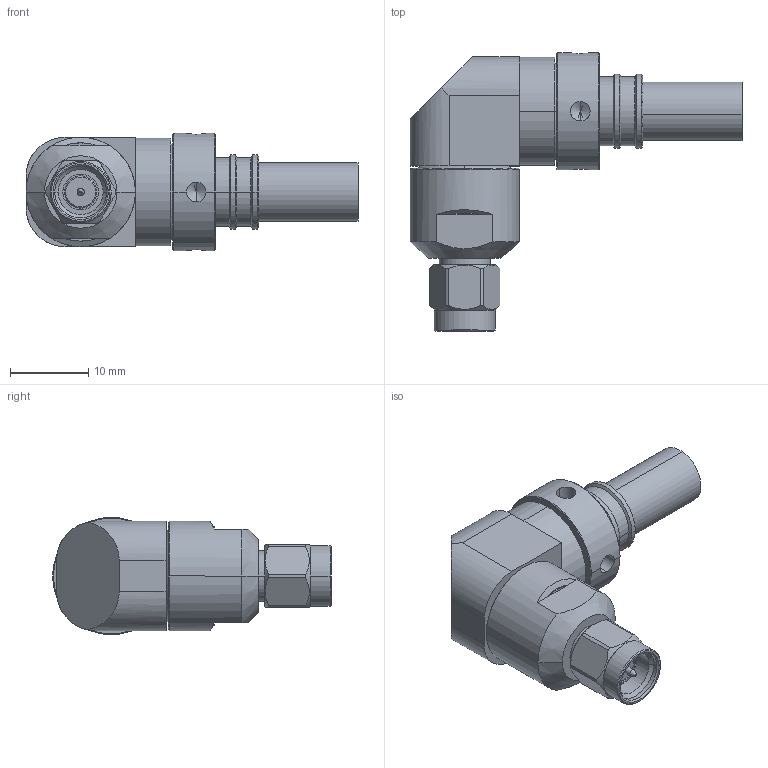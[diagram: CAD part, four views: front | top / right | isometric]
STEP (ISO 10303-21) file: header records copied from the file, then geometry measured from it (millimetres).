
FILE_DESCRIPTION (( 'STEP AP214' ), '1' );
FILE_NAME ('3190-8058(TC-3116-SM-RA-X)_SD.STEP', '2021-03-29T05:25:15', ( '' ), ( '' ), 'SwSTEP 2.0', 'SolidWorks 2018', '' );
FILE_SCHEMA (( 'AUTOMOTIVE_DESIGN' ));
Length unit declared in the file: millimetre
Products named in the file (6): 3192-6104_SD; SD^3192-6104; 3192-6074_SD; 3192-6034_SD; SD^3192-6034; 3190-8058(TC-3116-SM-RA-X)_SD
Assembly tree (5 placements, depth 3):
  3190-8058(TC-3116-SM-RA-X)_SD
    3192-6034_SD
      SD^3192-6034
    3192-6074_SD
    3192-6104_SD
      SD^3192-6104
Bounding box: 42.5 x 35.65 x 15 mm (x, y, z)
Volume: 6496.7 mm3; surface area: 4005.9 mm2
Topology: 4 solids, 5 shells, 154 faces, 348 edges, 210 vertices
Faces by surface type: cylinder 63, cone 46, plane 39, torus 6
Entity records: 4857 total; most frequent: CARTESIAN_POINT 1207, DIRECTION 762, ORIENTED_EDGE 680, EDGE_CURVE 340, AXIS2_PLACEMENT_3D 315, VERTEX_POINT 210, EDGE_LOOP 172, ADVANCED_FACE 154
